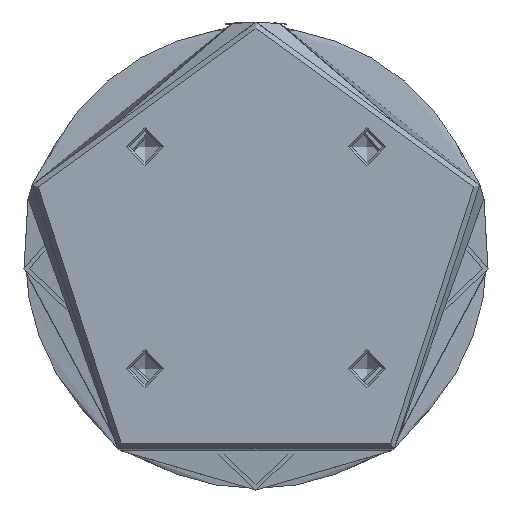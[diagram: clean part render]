
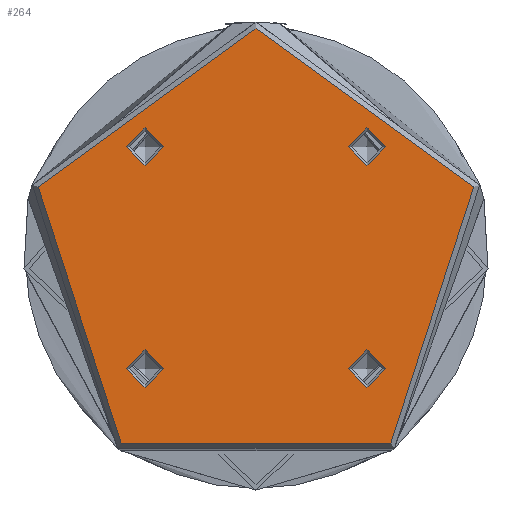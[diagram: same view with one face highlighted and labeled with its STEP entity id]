
A CAD part, front view. The second image highlights one B-rep face of the part: STEP entity #264.
In plain terms, the highlighted face is planar.
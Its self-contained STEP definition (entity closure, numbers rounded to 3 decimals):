
#203 = ORIENTED_EDGE ( 'NONE', *, *, #2933, .T. ) ;
#223 = EDGE_CURVE ( 'NONE', #2587, #2587, #4590, .T. ) ;
#264 = ADVANCED_FACE ( 'NONE', ( #388, #4422, #3218, #1793, #5822 ), #2522, .F. ) ;
#275 = AXIS2_PLACEMENT_3D ( 'NONE', #6707, #3577, #409 ) ;
#388 = FACE_BOUND ( 'NONE', #3563, .T. ) ;
#395 = CARTESIAN_POINT ( 'NONE',  ( -35.355, 35.355, 0. ) ) ;
#409 = DIRECTION ( 'NONE',  ( 1., 0., 0. ) ) ;
#645 = CARTESIAN_POINT ( 'NONE',  ( 0., 0., 0. ) ) ;
#668 = VERTEX_POINT ( 'NONE', #1195 ) ;
#682 = CARTESIAN_POINT ( 'NONE',  ( 41.355, 35.355, 0. ) ) ;
#783 = AXIS2_PLACEMENT_3D ( 'NONE', #1002, #4678, #1528 ) ;
#929 = DIRECTION ( 'NONE',  ( -1., 0., 0. ) ) ;
#1002 = CARTESIAN_POINT ( 'NONE',  ( -35.355, -35.355, 0. ) ) ;
#1182 = DIRECTION ( 'NONE',  ( 1., 0., 0. ) ) ;
#1195 = CARTESIAN_POINT ( 'NONE',  ( -41.355, -35.355, 0. ) ) ;
#1232 = CIRCLE ( 'NONE', #783, 6. ) ;
#1294 = AXIS2_PLACEMENT_3D ( 'NONE', #395, #4092, #929 ) ;
#1382 = DIRECTION ( 'NONE',  ( 0., 0., 1. ) ) ;
#1528 = DIRECTION ( 'NONE',  ( -1., 0., 0. ) ) ;
#1705 = AXIS2_PLACEMENT_3D ( 'NONE', #4623, #5669, #2550 ) ;
#1793 = FACE_BOUND ( 'NONE', #3451, .T. ) ;
#2279 = CARTESIAN_POINT ( 'NONE',  ( -41.355, 35.355, 0. ) ) ;
#2522 = PLANE ( 'NONE',  #1705 ) ;
#2530 = EDGE_LOOP ( 'NONE', ( #203 ) ) ;
#2550 = DIRECTION ( 'NONE',  ( -1., 0., 0. ) ) ;
#2587 = VERTEX_POINT ( 'NONE', #3806 ) ;
#2846 = EDGE_CURVE ( 'NONE', #668, #668, #1232, .T. ) ;
#2933 = EDGE_CURVE ( 'NONE', #6087, #6087, #4599, .T. ) ;
#3218 = FACE_BOUND ( 'NONE', #5321, .T. ) ;
#3451 = EDGE_LOOP ( 'NONE', ( #4855 ) ) ;
#3563 = EDGE_LOOP ( 'NONE', ( #4280 ) ) ;
#3577 = DIRECTION ( 'NONE',  ( 0., 0., -1. ) ) ;
#3806 = CARTESIAN_POINT ( 'NONE',  ( 41.355, -35.355, 0. ) ) ;
#4092 = DIRECTION ( 'NONE',  ( 0., 0., -1. ) ) ;
#4226 = VERTEX_POINT ( 'NONE', #2279 ) ;
#4280 = ORIENTED_EDGE ( 'NONE', *, *, #2846, .F. ) ;
#4330 = AXIS2_PLACEMENT_3D ( 'NONE', #645, #4334, #1182 ) ;
#4334 = DIRECTION ( 'NONE',  ( 0., 0., 1. ) ) ;
#4384 = ORIENTED_EDGE ( 'NONE', *, *, #5786, .T. ) ;
#4415 = CIRCLE ( 'NONE', #1294, 6. ) ;
#4422 = FACE_BOUND ( 'NONE', #6169, .T. ) ;
#4521 = CARTESIAN_POINT ( 'NONE',  ( 35.355, 35.355, 0. ) ) ;
#4590 = CIRCLE ( 'NONE', #275, 6. ) ;
#4599 = CIRCLE ( 'NONE', #4330, 73. ) ;
#4623 = CARTESIAN_POINT ( 'NONE',  ( 0., 0., 0. ) ) ;
#4678 = DIRECTION ( 'NONE',  ( 0., 0., 1. ) ) ;
#4833 = EDGE_CURVE ( 'NONE', #5763, #5763, #5968, .T. ) ;
#4855 = ORIENTED_EDGE ( 'NONE', *, *, #4833, .F. ) ;
#4870 = CARTESIAN_POINT ( 'NONE',  ( 73., 0., 0. ) ) ;
#5051 = DIRECTION ( 'NONE',  ( 1., 0., 0. ) ) ;
#5321 = EDGE_LOOP ( 'NONE', ( #5775 ) ) ;
#5669 = DIRECTION ( 'NONE',  ( 0., 0., -1. ) ) ;
#5763 = VERTEX_POINT ( 'NONE', #682 ) ;
#5775 = ORIENTED_EDGE ( 'NONE', *, *, #223, .T. ) ;
#5786 = EDGE_CURVE ( 'NONE', #4226, #4226, #4415, .T. ) ;
#5822 = FACE_OUTER_BOUND ( 'NONE', #2530, .T. ) ;
#5968 = CIRCLE ( 'NONE', #6032, 6. ) ;
#6032 = AXIS2_PLACEMENT_3D ( 'NONE', #4521, #1382, #5051 ) ;
#6087 = VERTEX_POINT ( 'NONE', #4870 ) ;
#6169 = EDGE_LOOP ( 'NONE', ( #4384 ) ) ;
#6707 = CARTESIAN_POINT ( 'NONE',  ( 35.355, -35.355, 0. ) ) ;
